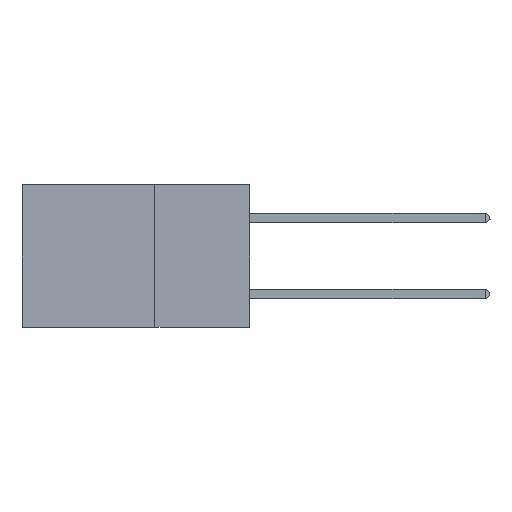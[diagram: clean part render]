
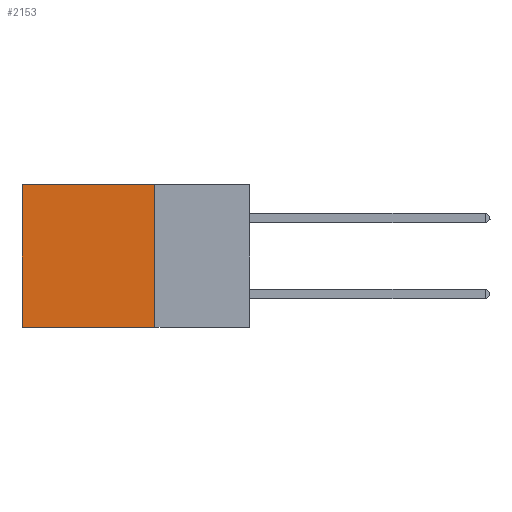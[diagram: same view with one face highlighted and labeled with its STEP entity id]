
A CAD part, left-side view. The second image highlights one B-rep face of the part: STEP entity #2153.
In plain terms, the highlighted planar face has unit normal (-1, 0, 0).
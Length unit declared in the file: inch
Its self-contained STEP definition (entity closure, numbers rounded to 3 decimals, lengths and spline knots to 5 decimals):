
#64 = LINE ( 'NONE', #6644, #3240 ) ;
#1442 = DIRECTION ( 'NONE',  ( 0., 0., -1. ) ) ;
#1572 = DIRECTION ( 'NONE',  ( 1., 0., 0. ) ) ;
#1779 = CARTESIAN_POINT ( 'NONE',  ( 0.2875, 0.25, 0. ) ) ;
#1915 = ORIENTED_EDGE ( 'NONE', *, *, #11104, .F. ) ;
#2153 = ADVANCED_FACE ( 'NONE', ( #2682 ), #2754, .F. ) ;
#2515 = ORIENTED_EDGE ( 'NONE', *, *, #3475, .T. ) ;
#2571 = CARTESIAN_POINT ( 'NONE',  ( 0.2875, 0.25, 0. ) ) ;
#2643 = CARTESIAN_POINT ( 'NONE',  ( 0.2875, 0.25, -0.375 ) ) ;
#2682 = FACE_OUTER_BOUND ( 'NONE', #11167, .T. ) ;
#2754 = PLANE ( 'NONE',  #9042 ) ;
#2909 = LINE ( 'NONE', #13371, #12246 ) ;
#3128 = VERTEX_POINT ( 'NONE', #2643 ) ;
#3177 = VERTEX_POINT ( 'NONE', #2571 ) ;
#3240 = VECTOR ( 'NONE', #10729, 39.37008 ) ;
#3475 = EDGE_CURVE ( 'NONE', #9733, #11275, #64, .T. ) ;
#3840 = VECTOR ( 'NONE', #6006, 39.37008 ) ;
#4645 = CARTESIAN_POINT ( 'NONE',  ( 0.2875, 0.25, -0.375 ) ) ;
#4983 = DIRECTION ( 'NONE',  ( 0., 0., -1. ) ) ;
#5175 = VECTOR ( 'NONE', #4983, 39.37008 ) ;
#6006 = DIRECTION ( 'NONE',  ( 0., 1., 0. ) ) ;
#6021 = LINE ( 'NONE', #12385, #5175 ) ;
#6259 = ORIENTED_EDGE ( 'NONE', *, *, #12769, .T. ) ;
#6644 = CARTESIAN_POINT ( 'NONE',  ( 0.2875, 0.6, -0.375 ) ) ;
#7966 = ORIENTED_EDGE ( 'NONE', *, *, #13614, .F. ) ;
#8097 = DIRECTION ( 'NONE',  ( 0., 1., 0. ) ) ;
#8146 = CARTESIAN_POINT ( 'NONE',  ( 0.2875, 0.6, 0. ) ) ;
#9042 = AXIS2_PLACEMENT_3D ( 'NONE', #4645, #1572, #1442 ) ;
#9733 = VERTEX_POINT ( 'NONE', #8146 ) ;
#10078 = LINE ( 'NONE', #1779, #3840 ) ;
#10729 = DIRECTION ( 'NONE',  ( 0., 0., -1. ) ) ;
#11104 = EDGE_CURVE ( 'NONE', #3177, #3128, #6021, .T. ) ;
#11167 = EDGE_LOOP ( 'NONE', ( #2515, #7966, #1915, #6259 ) ) ;
#11275 = VERTEX_POINT ( 'NONE', #11696 ) ;
#11696 = CARTESIAN_POINT ( 'NONE',  ( 0.2875, 0.6, -0.375 ) ) ;
#12246 = VECTOR ( 'NONE', #8097, 39.37008 ) ;
#12385 = CARTESIAN_POINT ( 'NONE',  ( 0.2875, 0.25, -0.375 ) ) ;
#12769 = EDGE_CURVE ( 'NONE', #3177, #9733, #10078, .T. ) ;
#13371 = CARTESIAN_POINT ( 'NONE',  ( 0.2875, 0.25, -0.375 ) ) ;
#13614 = EDGE_CURVE ( 'NONE', #3128, #11275, #2909, .T. ) ;
